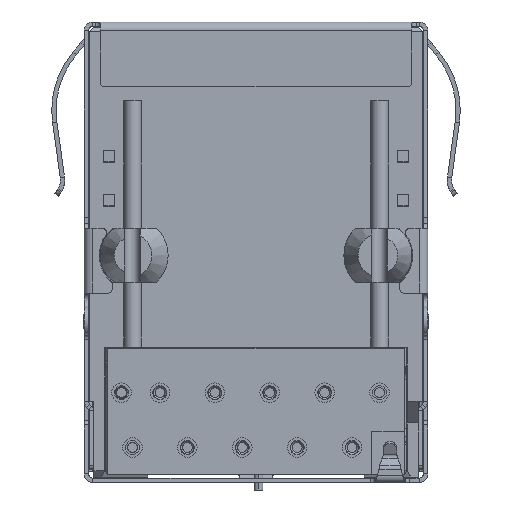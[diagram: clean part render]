
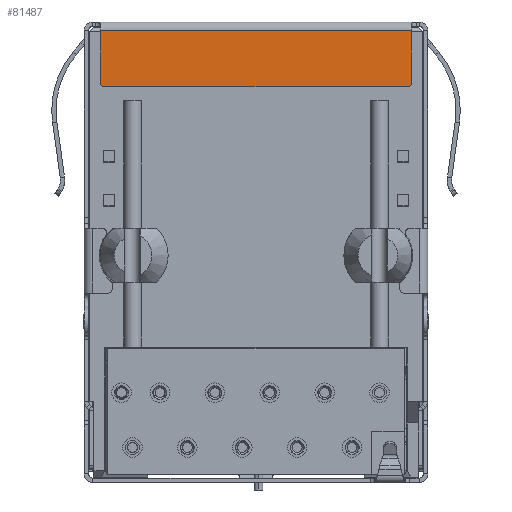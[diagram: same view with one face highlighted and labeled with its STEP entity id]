
A CAD part, front view. The second image highlights one B-rep face of the part: STEP entity #81487.
In plain terms, the highlighted planar face has unit normal (0, -1, 0).
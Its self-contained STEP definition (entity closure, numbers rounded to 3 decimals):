
#2974 = CARTESIAN_POINT ( 'NONE',  ( -7., -6.75, 18.3 ) ) ;
#4141 = LINE ( 'NONE', #77015, #44928 ) ;
#4245 = CARTESIAN_POINT ( 'NONE',  ( 7., -6.75, 18.5 ) ) ;
#6438 = VECTOR ( 'NONE', #114369, 1000. ) ;
#10807 = VERTEX_POINT ( 'NONE', #13880 ) ;
#12103 = CARTESIAN_POINT ( 'NONE',  ( -7.95, -6.75, 21.3 ) ) ;
#12687 = DIRECTION ( 'NONE',  ( 0., 1., 0. ) ) ;
#13408 = VERTEX_POINT ( 'NONE', #106518 ) ;
#13880 = CARTESIAN_POINT ( 'NONE',  ( 7.2, -6.75, 20.9 ) ) ;
#14417 = VECTOR ( 'NONE', #40317, 1000. ) ;
#19964 = AXIS2_PLACEMENT_3D ( 'NONE', #12103, #104849, #86748 ) ;
#20143 = EDGE_CURVE ( 'NONE', #10807, #103001, #63958, .T. ) ;
#25124 = CARTESIAN_POINT ( 'NONE',  ( -7.2, -6.75, 20.9 ) ) ;
#26509 = CARTESIAN_POINT ( 'NONE',  ( -7., -6.75, 18.3 ) ) ;
#30585 = EDGE_LOOP ( 'NONE', ( #106581, #39830, #72059, #119146, #41015, #110921 ) ) ;
#31005 = CIRCLE ( 'NONE', #56009, 0.2 ) ;
#37786 = CARTESIAN_POINT ( 'NONE',  ( 7.2, -6.75, 18.5 ) ) ;
#38372 = VERTEX_POINT ( 'NONE', #26509 ) ;
#39143 = CARTESIAN_POINT ( 'NONE',  ( 7.2, -6.75, 20.9 ) ) ;
#39830 = ORIENTED_EDGE ( 'NONE', *, *, #20143, .T. ) ;
#40317 = DIRECTION ( 'NONE',  ( 0., 0., -1. ) ) ;
#41015 = ORIENTED_EDGE ( 'NONE', *, *, #107955, .T. ) ;
#44928 = VECTOR ( 'NONE', #60107, 1000. ) ;
#49412 = DIRECTION ( 'NONE',  ( 1., 0., 0. ) ) ;
#50011 = PLANE ( 'NONE',  #19964 ) ;
#52317 = DIRECTION ( 'NONE',  ( -1., 0., 0. ) ) ;
#53492 = CARTESIAN_POINT ( 'NONE',  ( 7., -6.75, 18.3 ) ) ;
#56009 = AXIS2_PLACEMENT_3D ( 'NONE', #67822, #77479, #84737 ) ;
#60107 = DIRECTION ( 'NONE',  ( 0., 0., -1. ) ) ;
#61933 = CIRCLE ( 'NONE', #113919, 0.2 ) ;
#63958 = LINE ( 'NONE', #100759, #85053 ) ;
#67822 = CARTESIAN_POINT ( 'NONE',  ( -7., -6.75, 18.5 ) ) ;
#69360 = EDGE_CURVE ( 'NONE', #10807, #97911, #114397, .T. ) ;
#69562 = VERTEX_POINT ( 'NONE', #53492 ) ;
#72059 = ORIENTED_EDGE ( 'NONE', *, *, #107888, .T. ) ;
#77015 = CARTESIAN_POINT ( 'NONE',  ( -7.2, -6.75, 20.9 ) ) ;
#77479 = DIRECTION ( 'NONE',  ( 0., 1., 0. ) ) ;
#77613 = LINE ( 'NONE', #2974, #6438 ) ;
#81487 = ADVANCED_FACE ( 'NONE', ( #115076 ), #50011, .T. ) ;
#84737 = DIRECTION ( 'NONE',  ( 0., 0., -1. ) ) ;
#85053 = VECTOR ( 'NONE', #52317, 1000. ) ;
#86748 = DIRECTION ( 'NONE',  ( 0., 0., -1. ) ) ;
#94493 = EDGE_CURVE ( 'NONE', #97911, #69562, #61933, .T. ) ;
#97911 = VERTEX_POINT ( 'NONE', #37786 ) ;
#100759 = CARTESIAN_POINT ( 'NONE',  ( 7.2, -6.75, 20.9 ) ) ;
#103001 = VERTEX_POINT ( 'NONE', #25124 ) ;
#104849 = DIRECTION ( 'NONE',  ( 0., -1., 0. ) ) ;
#106518 = CARTESIAN_POINT ( 'NONE',  ( -7.2, -6.75, 18.5 ) ) ;
#106581 = ORIENTED_EDGE ( 'NONE', *, *, #69360, .F. ) ;
#107888 = EDGE_CURVE ( 'NONE', #103001, #13408, #4141, .T. ) ;
#107955 = EDGE_CURVE ( 'NONE', #38372, #69562, #77613, .T. ) ;
#109295 = EDGE_CURVE ( 'NONE', #38372, #13408, #31005, .T. ) ;
#110921 = ORIENTED_EDGE ( 'NONE', *, *, #94493, .F. ) ;
#113919 = AXIS2_PLACEMENT_3D ( 'NONE', #4245, #12687, #49412 ) ;
#114369 = DIRECTION ( 'NONE',  ( 1., 0., 0. ) ) ;
#114397 = LINE ( 'NONE', #39143, #14417 ) ;
#115076 = FACE_OUTER_BOUND ( 'NONE', #30585, .T. ) ;
#119146 = ORIENTED_EDGE ( 'NONE', *, *, #109295, .F. ) ;
